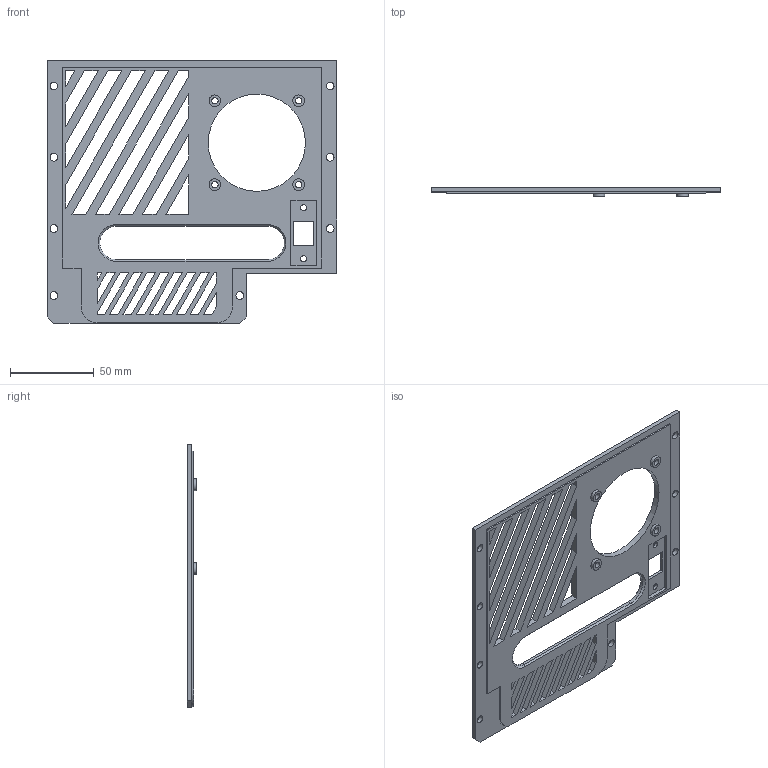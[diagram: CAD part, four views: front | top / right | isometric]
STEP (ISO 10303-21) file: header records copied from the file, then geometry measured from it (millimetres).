
FILE_DESCRIPTION(/* description */ (''),/* implementation_level */ '2;1');
FILE_NAME(/* name */ 'Rear Panel - Generic USB A with Fan.step',/* time_stamp */ '2022-07-19T00:57:47-05:00',/* author */ (''),/* organization */ (''),/* preprocessor_version */ 'ST-DEVELOPER v19',/* originating_system */ 'Autodesk Translation Framework v11.7.0.108',/* authorisation */ '');
FILE_SCHEMA (('AUTOMOTIVE_DESIGN { 1 0 10303 214 3 1 1 }'));
Length unit declared in the file: millimetre
Products named in the file (1): Rear Panel - Generic Panel USB A
Bounding box: 172.55 x 5.8 x 156.8 mm (x, y, z)
Volume: 54089.6 mm3; surface area: 42877.2 mm2
Topology: 1 solids, 1 shells, 146 faces, 406 edges, 268 vertices
Faces by surface type: plane 119, cylinder 23, cone 4
Full cylindrical faces by diameter (mm): 3.6 x2, 3.8 x4, 4.6 x8, 7 x4, 58 x1
Entity records: 4804 total; most frequent: CARTESIAN_POINT 821, ORIENTED_EDGE 812, DIRECTION 750, EDGE_CURVE 406, LINE 356, VECTOR 356, VERTEX_POINT 268, EDGE_LOOP 226
